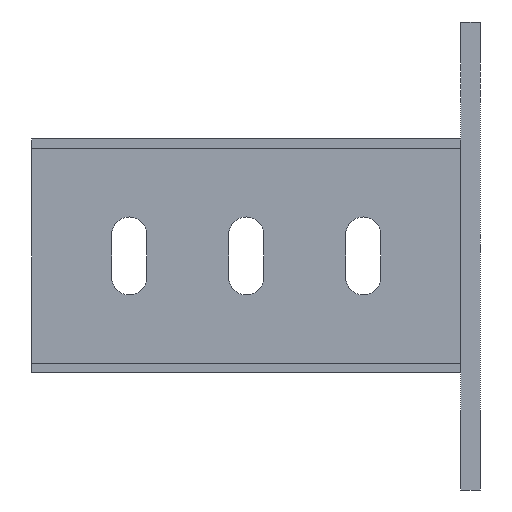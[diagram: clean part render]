
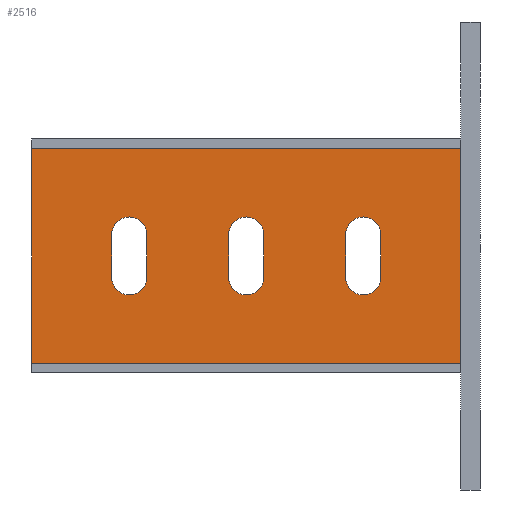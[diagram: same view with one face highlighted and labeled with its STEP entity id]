
A CAD part, left-side view. The second image highlights one B-rep face of the part: STEP entity #2516.
In plain terms, the highlighted planar face has unit normal (-1, 0, 0).
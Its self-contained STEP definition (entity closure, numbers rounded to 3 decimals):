
#6 = ORIENTED_EDGE ( 'NONE', *, *, #747, .F. ) ;
#41 = VERTEX_POINT ( 'NONE', #754 ) ;
#46 = DIRECTION ( 'NONE',  ( -1., 0., 0. ) ) ;
#47 = DIRECTION ( 'NONE',  ( 0., 0., 1. ) ) ;
#65 = EDGE_LOOP ( 'NONE', ( #2207, #1120, #1287, #1464 ) ) ;
#96 = CARTESIAN_POINT ( 'NONE',  ( -2.5, 30., -5.5 ) ) ;
#124 = LINE ( 'NONE', #2293, #1688 ) ;
#159 = EDGE_CURVE ( 'NONE', #1574, #801, #691, .T. ) ;
#177 = EDGE_LOOP ( 'NONE', ( #6, #2438, #3117, #818 ) ) ;
#180 = CARTESIAN_POINT ( 'NONE',  ( -2.5, 25.5, -5.5 ) ) ;
#199 = CARTESIAN_POINT ( 'NONE',  ( -2.5, 64.5, 5.5 ) ) ;
#212 = CIRCLE ( 'NONE', #3325, 4.5 ) ;
#216 = LINE ( 'NONE', #3083, #3060 ) ;
#220 = ORIENTED_EDGE ( 'NONE', *, *, #1380, .F. ) ;
#247 = FACE_BOUND ( 'NONE', #177, .T. ) ;
#268 = DIRECTION ( 'NONE',  ( 0., 0., -1. ) ) ;
#285 = DIRECTION ( 'NONE',  ( -1., 0., 0. ) ) ;
#327 = LINE ( 'NONE', #199, #3262 ) ;
#333 = LINE ( 'NONE', #710, #2457 ) ;
#373 = DIRECTION ( 'NONE',  ( 0., 0., -1. ) ) ;
#398 = CARTESIAN_POINT ( 'NONE',  ( -2.5, 85.5, -5.5 ) ) ;
#410 = VERTEX_POINT ( 'NONE', #2261 ) ;
#423 = DIRECTION ( 'NONE',  ( -1., 0., 0. ) ) ;
#431 = VERTEX_POINT ( 'NONE', #1842 ) ;
#557 = VERTEX_POINT ( 'NONE', #2727 ) ;
#570 = CARTESIAN_POINT ( 'NONE',  ( -2.5, 115., -27.5 ) ) ;
#609 = EDGE_CURVE ( 'NONE', #3369, #557, #2792, .T. ) ;
#691 = LINE ( 'NONE', #840, #2161 ) ;
#710 = CARTESIAN_POINT ( 'NONE',  ( -2.5, 115., 27.5 ) ) ;
#719 = VECTOR ( 'NONE', #1959, 1000. ) ;
#735 = CIRCLE ( 'NONE', #2646, 4.5 ) ;
#747 = EDGE_CURVE ( 'NONE', #1142, #3369, #327, .T. ) ;
#754 = CARTESIAN_POINT ( 'NONE',  ( -2.5, 5., 27.5 ) ) ;
#801 = VERTEX_POINT ( 'NONE', #2615 ) ;
#814 = CIRCLE ( 'NONE', #1494, 4.5 ) ;
#818 = ORIENTED_EDGE ( 'NONE', *, *, #609, .F. ) ;
#833 = DIRECTION ( 'NONE',  ( 0., 0., 1. ) ) ;
#837 = VERTEX_POINT ( 'NONE', #3191 ) ;
#840 = CARTESIAN_POINT ( 'NONE',  ( -2.5, 94.5, 5.5 ) ) ;
#844 = CARTESIAN_POINT ( 'NONE',  ( -2.5, 34.5, 5.5 ) ) ;
#850 = CIRCLE ( 'NONE', #3371, 4.5 ) ;
#867 = CARTESIAN_POINT ( 'NONE',  ( -2.5, 85.5, 5.5 ) ) ;
#879 = VECTOR ( 'NONE', #833, 1000. ) ;
#944 = CARTESIAN_POINT ( 'NONE',  ( -2.5, 55.5, 5.5 ) ) ;
#957 = ORIENTED_EDGE ( 'NONE', *, *, #159, .F. ) ;
#1055 = EDGE_LOOP ( 'NONE', ( #2949, #2972, #3094, #2217 ) ) ;
#1076 = FACE_BOUND ( 'NONE', #2374, .T. ) ;
#1100 = EDGE_CURVE ( 'NONE', #2292, #431, #216, .T. ) ;
#1120 = ORIENTED_EDGE ( 'NONE', *, *, #2795, .F. ) ;
#1133 = EDGE_CURVE ( 'NONE', #431, #41, #124, .T. ) ;
#1137 = VECTOR ( 'NONE', #1446, 1000. ) ;
#1142 = VERTEX_POINT ( 'NONE', #2584 ) ;
#1164 = VERTEX_POINT ( 'NONE', #3120 ) ;
#1225 = LINE ( 'NONE', #1986, #1137 ) ;
#1226 = ORIENTED_EDGE ( 'NONE', *, *, #2985, .F. ) ;
#1227 = EDGE_CURVE ( 'NONE', #557, #2889, #3450, .T. ) ;
#1256 = VECTOR ( 'NONE', #2877, 1000. ) ;
#1270 = VERTEX_POINT ( 'NONE', #398 ) ;
#1287 = ORIENTED_EDGE ( 'NONE', *, *, #2184, .F. ) ;
#1330 = DIRECTION ( 'NONE',  ( -1., 0., 0. ) ) ;
#1380 = EDGE_CURVE ( 'NONE', #801, #1270, #735, .T. ) ;
#1446 = DIRECTION ( 'NONE',  ( 0., 0., 1. ) ) ;
#1464 = ORIENTED_EDGE ( 'NONE', *, *, #1564, .F. ) ;
#1472 = CARTESIAN_POINT ( 'NONE',  ( -2.5, 90., -5.5 ) ) ;
#1494 = AXIS2_PLACEMENT_3D ( 'NONE', #2970, #1330, #3241 ) ;
#1544 = LINE ( 'NONE', #570, #879 ) ;
#1564 = EDGE_CURVE ( 'NONE', #3107, #3227, #850, .T. ) ;
#1574 = VERTEX_POINT ( 'NONE', #1758 ) ;
#1657 = CARTESIAN_POINT ( 'NONE',  ( -2.5, 115., -27.5 ) ) ;
#1688 = VECTOR ( 'NONE', #2841, 1000. ) ;
#1714 = CARTESIAN_POINT ( 'NONE',  ( -2.5, 60., 5.5 ) ) ;
#1721 = AXIS2_PLACEMENT_3D ( 'NONE', #1714, #46, #1997 ) ;
#1743 = AXIS2_PLACEMENT_3D ( 'NONE', #1657, #1933, #268 ) ;
#1747 = DIRECTION ( 'NONE',  ( 0., 0., -1. ) ) ;
#1758 = CARTESIAN_POINT ( 'NONE',  ( -2.5, 94.5, 5.5 ) ) ;
#1842 = CARTESIAN_POINT ( 'NONE',  ( -2.5, 5., -27.5 ) ) ;
#1847 = VERTEX_POINT ( 'NONE', #2640 ) ;
#1858 = DIRECTION ( 'NONE',  ( 0., 0., -1. ) ) ;
#1859 = ORIENTED_EDGE ( 'NONE', *, *, #2186, .F. ) ;
#1880 = LINE ( 'NONE', #867, #3331 ) ;
#1929 = CIRCLE ( 'NONE', #1721, 4.5 ) ;
#1933 = DIRECTION ( 'NONE',  ( 1., 0., 0. ) ) ;
#1954 = CARTESIAN_POINT ( 'NONE',  ( -2.5, 90., 5.5 ) ) ;
#1959 = DIRECTION ( 'NONE',  ( 0., 0., -1. ) ) ;
#1986 = CARTESIAN_POINT ( 'NONE',  ( -2.5, 25.5, 5.5 ) ) ;
#1997 = DIRECTION ( 'NONE',  ( 0., 0., -1. ) ) ;
#2006 = DIRECTION ( 'NONE',  ( 0., -1., 0. ) ) ;
#2042 = DIRECTION ( 'NONE',  ( -1., 0., 0. ) ) ;
#2094 = CARTESIAN_POINT ( 'NONE',  ( -2.5, 60., -5.5 ) ) ;
#2161 = VECTOR ( 'NONE', #2872, 1000. ) ;
#2184 = EDGE_CURVE ( 'NONE', #3227, #1164, #1225, .T. ) ;
#2186 = EDGE_CURVE ( 'NONE', #1270, #837, #1880, .T. ) ;
#2189 = LINE ( 'NONE', #844, #719 ) ;
#2207 = ORIENTED_EDGE ( 'NONE', *, *, #3417, .F. ) ;
#2217 = ORIENTED_EDGE ( 'NONE', *, *, #1100, .T. ) ;
#2230 = DIRECTION ( 'NONE',  ( 0., 0., -1. ) ) ;
#2261 = CARTESIAN_POINT ( 'NONE',  ( -2.5, 34.5, 5.5 ) ) ;
#2292 = VERTEX_POINT ( 'NONE', #3121 ) ;
#2293 = CARTESIAN_POINT ( 'NONE',  ( -2.5, 5., -27.5 ) ) ;
#2362 = DIRECTION ( 'NONE',  ( 0., 0., -1. ) ) ;
#2373 = FACE_BOUND ( 'NONE', #65, .T. ) ;
#2374 = EDGE_LOOP ( 'NONE', ( #957, #1226, #1859, #220 ) ) ;
#2438 = ORIENTED_EDGE ( 'NONE', *, *, #3518, .F. ) ;
#2457 = VECTOR ( 'NONE', #2639, 1000. ) ;
#2493 = CARTESIAN_POINT ( 'NONE',  ( -2.5, 64.5, -5.5 ) ) ;
#2516 = ADVANCED_FACE ( 'NONE', ( #2373, #247, #1076, #3182 ), #3292, .F. ) ;
#2584 = CARTESIAN_POINT ( 'NONE',  ( -2.5, 64.5, 5.5 ) ) ;
#2615 = CARTESIAN_POINT ( 'NONE',  ( -2.5, 94.5, -5.5 ) ) ;
#2639 = DIRECTION ( 'NONE',  ( 0., -1., 0. ) ) ;
#2640 = CARTESIAN_POINT ( 'NONE',  ( -2.5, 115., 27.5 ) ) ;
#2646 = AXIS2_PLACEMENT_3D ( 'NONE', #1472, #3386, #1747 ) ;
#2727 = CARTESIAN_POINT ( 'NONE',  ( -2.5, 55.5, -5.5 ) ) ;
#2792 = CIRCLE ( 'NONE', #3580, 4.5 ) ;
#2795 = EDGE_CURVE ( 'NONE', #1164, #410, #814, .T. ) ;
#2841 = DIRECTION ( 'NONE',  ( 0., 0., 1. ) ) ;
#2872 = DIRECTION ( 'NONE',  ( 0., 0., -1. ) ) ;
#2877 = DIRECTION ( 'NONE',  ( 0., 0., 1. ) ) ;
#2889 = VERTEX_POINT ( 'NONE', #3263 ) ;
#2897 = CARTESIAN_POINT ( 'NONE',  ( -2.5, 34.5, -5.5 ) ) ;
#2949 = ORIENTED_EDGE ( 'NONE', *, *, #1133, .T. ) ;
#2970 = CARTESIAN_POINT ( 'NONE',  ( -2.5, 30., 5.5 ) ) ;
#2972 = ORIENTED_EDGE ( 'NONE', *, *, #3165, .F. ) ;
#2985 = EDGE_CURVE ( 'NONE', #837, #1574, #212, .T. ) ;
#3060 = VECTOR ( 'NONE', #2006, 1000. ) ;
#3083 = CARTESIAN_POINT ( 'NONE',  ( -2.5, 115., -27.5 ) ) ;
#3094 = ORIENTED_EDGE ( 'NONE', *, *, #3382, .F. ) ;
#3107 = VERTEX_POINT ( 'NONE', #2897 ) ;
#3117 = ORIENTED_EDGE ( 'NONE', *, *, #1227, .F. ) ;
#3120 = CARTESIAN_POINT ( 'NONE',  ( -2.5, 25.5, 5.5 ) ) ;
#3121 = CARTESIAN_POINT ( 'NONE',  ( -2.5, 115., -27.5 ) ) ;
#3165 = EDGE_CURVE ( 'NONE', #1847, #41, #333, .T. ) ;
#3182 = FACE_OUTER_BOUND ( 'NONE', #1055, .T. ) ;
#3191 = CARTESIAN_POINT ( 'NONE',  ( -2.5, 85.5, 5.5 ) ) ;
#3227 = VERTEX_POINT ( 'NONE', #180 ) ;
#3241 = DIRECTION ( 'NONE',  ( 0., 0., -1. ) ) ;
#3262 = VECTOR ( 'NONE', #1858, 1000. ) ;
#3263 = CARTESIAN_POINT ( 'NONE',  ( -2.5, 55.5, 5.5 ) ) ;
#3292 = PLANE ( 'NONE',  #1743 ) ;
#3325 = AXIS2_PLACEMENT_3D ( 'NONE', #1954, #285, #2230 ) ;
#3331 = VECTOR ( 'NONE', #47, 1000. ) ;
#3369 = VERTEX_POINT ( 'NONE', #2493 ) ;
#3371 = AXIS2_PLACEMENT_3D ( 'NONE', #96, #2042, #373 ) ;
#3382 = EDGE_CURVE ( 'NONE', #2292, #1847, #1544, .T. ) ;
#3386 = DIRECTION ( 'NONE',  ( -1., 0., 0. ) ) ;
#3417 = EDGE_CURVE ( 'NONE', #410, #3107, #2189, .T. ) ;
#3450 = LINE ( 'NONE', #944, #1256 ) ;
#3518 = EDGE_CURVE ( 'NONE', #2889, #1142, #1929, .T. ) ;
#3580 = AXIS2_PLACEMENT_3D ( 'NONE', #2094, #423, #2362 ) ;
